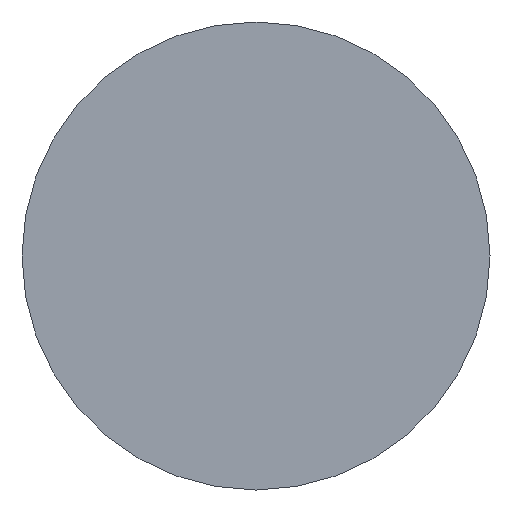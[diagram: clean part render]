
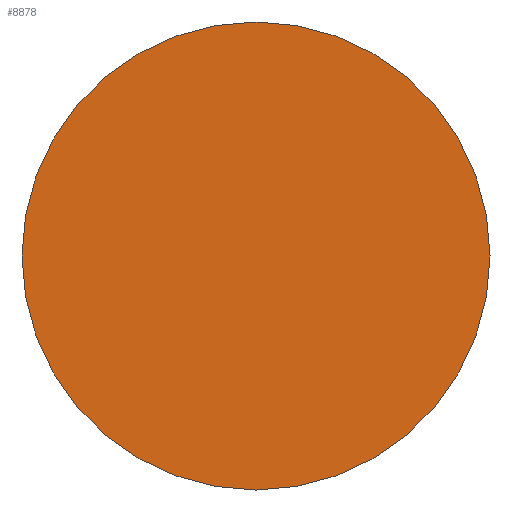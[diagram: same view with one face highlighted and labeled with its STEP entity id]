
A CAD part, left-side view. The second image highlights one B-rep face of the part: STEP entity #8878.
In plain terms, the highlighted planar face has unit normal (-1, 0, 0).
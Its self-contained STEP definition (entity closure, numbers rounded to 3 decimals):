
#711 = CARTESIAN_POINT ( 'NONE',  ( -6.84, 0., 69. ) ) ;
#2887 = DIRECTION ( 'NONE',  ( 0., 0., 1. ) ) ;
#5639 = PLANE ( 'NONE',  #11038 ) ;
#8878 = ADVANCED_FACE ( 'NONE', ( #23455 ), #5639, .T. ) ;
#11038 = AXIS2_PLACEMENT_3D ( 'NONE', #21450, #18181, #2887 ) ;
#11353 = CARTESIAN_POINT ( 'NONE',  ( -6.84, 0., -69. ) ) ;
#12878 = CIRCLE ( 'NONE', #20335, 69. ) ;
#18181 = DIRECTION ( 'NONE',  ( -1., 0., 0. ) ) ;
#20335 = AXIS2_PLACEMENT_3D ( 'NONE', #35863, #23133, #35473 ) ;
#21450 = CARTESIAN_POINT ( 'NONE',  ( -6.84, 64.625, 0. ) ) ;
#22817 = ORIENTED_EDGE ( 'NONE', *, *, #36524, .F. ) ;
#23133 = DIRECTION ( 'NONE',  ( 1., 0., 0. ) ) ;
#23455 = FACE_OUTER_BOUND ( 'NONE', #23876, .T. ) ;
#23876 = EDGE_LOOP ( 'NONE', ( #39556, #22817 ) ) ;
#24944 = CIRCLE ( 'NONE', #32173, 69. ) ;
#29446 = DIRECTION ( 'NONE',  ( 0., 0., -1. ) ) ;
#29590 = DIRECTION ( 'NONE',  ( 1., 0., 0. ) ) ;
#32173 = AXIS2_PLACEMENT_3D ( 'NONE', #38734, #29590, #29446 ) ;
#33299 = VERTEX_POINT ( 'NONE', #11353 ) ;
#35473 = DIRECTION ( 'NONE',  ( 0., 0., -1. ) ) ;
#35863 = CARTESIAN_POINT ( 'NONE',  ( -6.84, 0., 0. ) ) ;
#36524 = EDGE_CURVE ( 'NONE', #36881, #33299, #12878, .T. ) ;
#36881 = VERTEX_POINT ( 'NONE', #711 ) ;
#38306 = EDGE_CURVE ( 'NONE', #33299, #36881, #24944, .T. ) ;
#38734 = CARTESIAN_POINT ( 'NONE',  ( -6.84, 0., 0. ) ) ;
#39556 = ORIENTED_EDGE ( 'NONE', *, *, #38306, .F. ) ;
